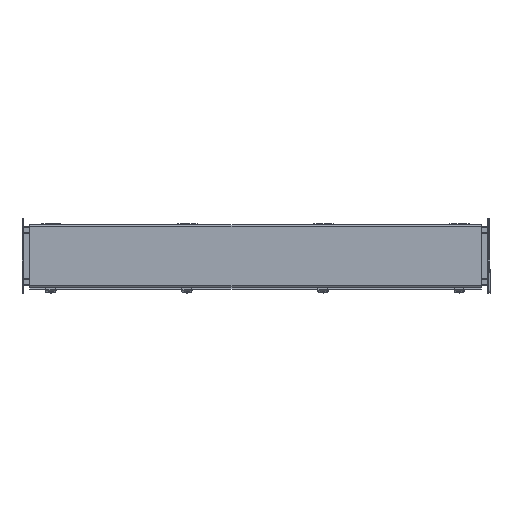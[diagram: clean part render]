
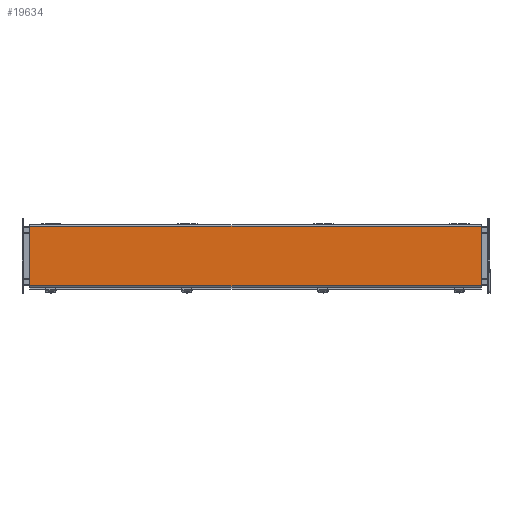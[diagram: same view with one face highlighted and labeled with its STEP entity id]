
A CAD part, top view. The second image highlights one B-rep face of the part: STEP entity #19634.
In plain terms, the highlighted planar face has unit normal (0, 0, 1).
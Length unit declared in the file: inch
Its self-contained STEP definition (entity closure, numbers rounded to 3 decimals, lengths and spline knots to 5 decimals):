
#52 = EDGE_CURVE ( 'NONE', #22707, #11182, #8429, .T. ) ;
#168 = EDGE_CURVE ( 'NONE', #11182, #20003, #14489, .T. ) ;
#571 = CARTESIAN_POINT ( 'NONE',  ( -23.218, -3.0805, 6.172 ) ) ;
#3621 = AXIS2_PLACEMENT_3D ( 'NONE', #6751, #4682, #6263 ) ;
#4068 = DIRECTION ( 'NONE',  ( 1., 0., 0. ) ) ;
#4142 = ORIENTED_EDGE ( 'NONE', *, *, #20873, .T. ) ;
#4682 = DIRECTION ( 'NONE',  ( 0., 0., 1. ) ) ;
#4929 = CARTESIAN_POINT ( 'NONE',  ( -23.218, -3.0805, 6.172 ) ) ;
#6244 = ORIENTED_EDGE ( 'NONE', *, *, #52, .T. ) ;
#6263 = DIRECTION ( 'NONE',  ( 1., 0., 0. ) ) ;
#6410 = ORIENTED_EDGE ( 'NONE', *, *, #21900, .T. ) ;
#6751 = CARTESIAN_POINT ( 'NONE',  ( -23.218, -3.1885, 6.172 ) ) ;
#7417 = CARTESIAN_POINT ( 'NONE',  ( 23.25, 3.0785, 6.172 ) ) ;
#8091 = PLANE ( 'NONE',  #3621 ) ;
#8429 = LINE ( 'NONE', #19713, #9486 ) ;
#8723 = EDGE_LOOP ( 'NONE', ( #4142, #6410, #6244, #21815 ) ) ;
#9486 = VECTOR ( 'NONE', #15827, 39.37008 ) ;
#11182 = VERTEX_POINT ( 'NONE', #7417 ) ;
#11805 = VECTOR ( 'NONE', #22085, 39.37008 ) ;
#12886 = LINE ( 'NONE', #18837, #11805 ) ;
#13012 = VECTOR ( 'NONE', #4068, 39.37008 ) ;
#14299 = CARTESIAN_POINT ( 'NONE',  ( -23.218, 3.0785, 6.172 ) ) ;
#14489 = LINE ( 'NONE', #18482, #21497 ) ;
#15827 = DIRECTION ( 'NONE',  ( 0., 1., 0. ) ) ;
#17541 = FACE_OUTER_BOUND ( 'NONE', #8723, .T. ) ;
#18482 = CARTESIAN_POINT ( 'NONE',  ( -23.218, 3.0785, 6.172 ) ) ;
#18837 = CARTESIAN_POINT ( 'NONE',  ( -23.218, -3.1885, 6.172 ) ) ;
#19634 = ADVANCED_FACE ( 'NONE', ( #17541 ), #8091, .T. ) ;
#19713 = CARTESIAN_POINT ( 'NONE',  ( 23.25, -3.1885, 6.172 ) ) ;
#20003 = VERTEX_POINT ( 'NONE', #14299 ) ;
#20873 = EDGE_CURVE ( 'NONE', #20003, #21518, #12886, .T. ) ;
#21497 = VECTOR ( 'NONE', #21867, 39.37008 ) ;
#21518 = VERTEX_POINT ( 'NONE', #4929 ) ;
#21795 = LINE ( 'NONE', #571, #13012 ) ;
#21815 = ORIENTED_EDGE ( 'NONE', *, *, #168, .T. ) ;
#21867 = DIRECTION ( 'NONE',  ( -1., 0., 0. ) ) ;
#21900 = EDGE_CURVE ( 'NONE', #21518, #22707, #21795, .T. ) ;
#22085 = DIRECTION ( 'NONE',  ( 0., -1., 0. ) ) ;
#22707 = VERTEX_POINT ( 'NONE', #23027 ) ;
#23027 = CARTESIAN_POINT ( 'NONE',  ( 23.25, -3.0805, 6.172 ) ) ;
